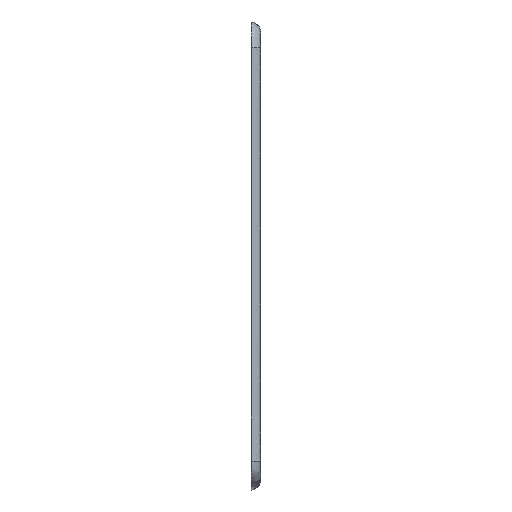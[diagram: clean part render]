
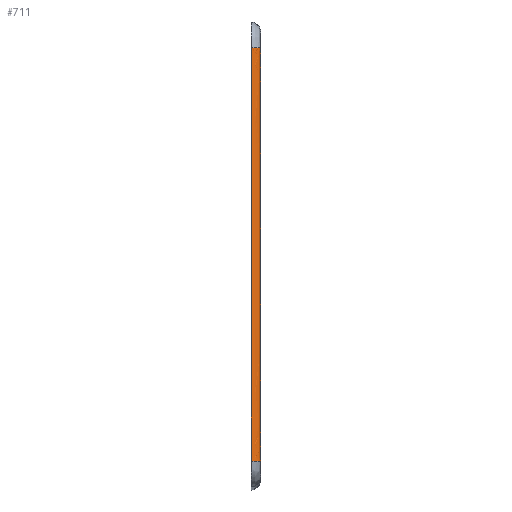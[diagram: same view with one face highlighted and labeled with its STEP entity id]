
A CAD part, top view. The second image highlights one B-rep face of the part: STEP entity #711.
In plain terms, the highlighted face is a extrusion surface.
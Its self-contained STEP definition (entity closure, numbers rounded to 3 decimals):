
#32 = PLANE('',#33);
#33 = AXIS2_PLACEMENT_3D('',#34,#35,#36);
#34 = CARTESIAN_POINT('',(-10.5,-424.7,
    -870.2));
#35 = DIRECTION('',(-1.,0.,0.));
#36 = DIRECTION('',(0.,0.,1.));
#139 = VERTEX_POINT('',#140);
#140 = CARTESIAN_POINT('',(-10.5,-255.3,
    -79.8));
#162 = ( BOUNDED_SURFACE() B_SPLINE_SURFACE(3,3,(
    (#163,#164,#165,#166)
    ,(#167,#168,#169,#170)
    ,(#171,#172,#173,#174)
    ,(#175,#176,#177,#178
)),.UNSPECIFIED.,.F.,.F.,.F.) B_SPLINE_SURFACE_WITH_KNOTS((4,4),(4,4),(
    0.,1.),(0.,1.),.PIECEWISE_BEZIER_KNOTS.) 
GEOMETRIC_REPRESENTATION_ITEM() RATIONAL_B_SPLINE_SURFACE((
    (1.,0.805,0.805,1.)
    ,(0.333,0.268,0.268,0.333)
    ,(0.333,0.268,0.268,0.333)
,(1.,0.805,0.805,1.
))) REPRESENTATION_ITEM('') SURFACE() );
#163 = CARTESIAN_POINT('',(-10.5,-255.3,
    -88.8));
#164 = CARTESIAN_POINT('',(-10.5,-254.421,
    -88.8));
#165 = CARTESIAN_POINT('',(-10.5,-253.8,
    -89.421));
#166 = CARTESIAN_POINT('',(-10.5,-253.8,
    -90.3));
#167 = CARTESIAN_POINT('',(-2.5,-255.3,
    -88.8));
#168 = CARTESIAN_POINT('',(-2.5,-254.421,
    -88.8));
#169 = CARTESIAN_POINT('',(-2.5,-253.8,
    -89.421));
#170 = CARTESIAN_POINT('',(-2.5,-253.8,
    -90.3));
#171 = CARTESIAN_POINT('',(-2.5,-255.3,
    -79.8));
#172 = CARTESIAN_POINT('',(-2.5,-249.149,
    -79.8));
#173 = CARTESIAN_POINT('',(-2.5,-244.8,
    -84.149));
#174 = CARTESIAN_POINT('',(-2.5,-244.8,
    -90.3));
#175 = CARTESIAN_POINT('',(-10.5,-255.3,
    -79.8));
#176 = CARTESIAN_POINT('',(-10.5,-249.149,
    -79.8));
#177 = CARTESIAN_POINT('',(-10.5,-244.8,
    -84.149));
#178 = CARTESIAN_POINT('',(-10.5,-244.8,
    -90.3));
#186 = EDGE_CURVE('',#139,#187,#189,.T.);
#187 = VERTEX_POINT('',#188);
#188 = CARTESIAN_POINT('',(-10.5,-424.7,
    -79.8));
#189 = SURFACE_CURVE('',#190,(#194,#201),.PCURVE_S1.);
#190 = LINE('',#191,#192);
#191 = CARTESIAN_POINT('',(-10.5,-255.3,
    -79.8));
#192 = VECTOR('',#193,1.);
#193 = DIRECTION('',(0.,-1.,0.));
#194 = PCURVE('',#32,#195);
#195 = DEFINITIONAL_REPRESENTATION('',(#196),#200);
#196 = LINE('',#197,#198);
#197 = CARTESIAN_POINT('',(790.4,169.4));
#198 = VECTOR('',#199,1.);
#199 = DIRECTION('',(0.,-1.));
#200 = ( GEOMETRIC_REPRESENTATION_CONTEXT(2) 
PARAMETRIC_REPRESENTATION_CONTEXT() REPRESENTATION_CONTEXT('2D SPACE',''
  ) );
#201 = PCURVE('',#202,#210);
#202 = SURFACE_OF_LINEAR_EXTRUSION('',#203,#208);
#203 = ( BOUNDED_CURVE() B_SPLINE_CURVE(3,(#204,#205,#206,#207),
.UNSPECIFIED.,.F.,.F.) B_SPLINE_CURVE_WITH_KNOTS((4,4),(0.,1.),
.PIECEWISE_BEZIER_KNOTS.) CURVE() GEOMETRIC_REPRESENTATION_ITEM() 
RATIONAL_B_SPLINE_CURVE((0.375,0.125,0.125,0.375)) REPRESENTATION_ITEM(
  '') );
#204 = CARTESIAN_POINT('',(-10.5,-424.7,
    -88.8));
#205 = CARTESIAN_POINT('',(-2.5,-424.7,
    -88.8));
#206 = CARTESIAN_POINT('',(-2.5,-424.7,
    -79.8));
#207 = CARTESIAN_POINT('',(-10.5,-424.7,
    -79.8));
#208 = VECTOR('',#209,1.);
#209 = DIRECTION('',(0.,1.,0.));
#210 = DEFINITIONAL_REPRESENTATION('',(#211),#215);
#211 = LINE('',#212,#213);
#212 = CARTESIAN_POINT('',(1.,169.4));
#213 = VECTOR('',#214,1.);
#214 = DIRECTION('',(0.,-1.));
#215 = ( GEOMETRIC_REPRESENTATION_CONTEXT(2) 
PARAMETRIC_REPRESENTATION_CONTEXT() REPRESENTATION_CONTEXT('2D SPACE',''
  ) );
#241 = ( BOUNDED_SURFACE() B_SPLINE_SURFACE(3,3,(
    (#242,#243,#244,#245)
    ,(#246,#247,#248,#249)
    ,(#250,#251,#252,#253)
    ,(#254,#255,#256,#257
)),.UNSPECIFIED.,.F.,.F.,.F.) B_SPLINE_SURFACE_WITH_KNOTS((4,4),(4,4),(
    0.,1.),(0.,1.),.PIECEWISE_BEZIER_KNOTS.) 
GEOMETRIC_REPRESENTATION_ITEM() RATIONAL_B_SPLINE_SURFACE((
    (1.,0.805,0.805,1.)
    ,(0.333,0.268,0.268,0.333)
    ,(0.333,0.268,0.268,0.333)
,(1.,0.805,0.805,1.
))) REPRESENTATION_ITEM('') SURFACE() );
#242 = CARTESIAN_POINT('',(-10.5,-426.2,
    -90.3));
#243 = CARTESIAN_POINT('',(-10.5,-426.2,
    -89.421));
#244 = CARTESIAN_POINT('',(-10.5,-425.579,
    -88.8));
#245 = CARTESIAN_POINT('',(-10.5,-424.7,
    -88.8));
#246 = CARTESIAN_POINT('',(-2.5,-426.2,
    -90.3));
#247 = CARTESIAN_POINT('',(-2.5,-426.2,
    -89.421));
#248 = CARTESIAN_POINT('',(-2.5,-425.579,
    -88.8));
#249 = CARTESIAN_POINT('',(-2.5,-424.7,
    -88.8));
#250 = CARTESIAN_POINT('',(-2.5,-435.2,
    -90.3));
#251 = CARTESIAN_POINT('',(-2.5,-435.2,
    -84.149));
#252 = CARTESIAN_POINT('',(-2.5,-430.851,
    -79.8));
#253 = CARTESIAN_POINT('',(-2.5,-424.7,
    -79.8));
#254 = CARTESIAN_POINT('',(-10.5,-435.2,
    -90.3));
#255 = CARTESIAN_POINT('',(-10.5,-435.2,
    -84.149));
#256 = CARTESIAN_POINT('',(-10.5,-430.851,
    -79.8));
#257 = CARTESIAN_POINT('',(-10.5,-424.7,
    -79.8));
#397 = VERTEX_POINT('',#398);
#398 = CARTESIAN_POINT('',(-10.5,-424.7,
    -88.8));
#423 = EDGE_CURVE('',#397,#424,#426,.T.);
#424 = VERTEX_POINT('',#425);
#425 = CARTESIAN_POINT('',(-10.5,-255.3,
    -88.8));
#426 = SURFACE_CURVE('',#427,(#431,#438),.PCURVE_S1.);
#427 = LINE('',#428,#429);
#428 = CARTESIAN_POINT('',(-10.5,-424.7,
    -88.8));
#429 = VECTOR('',#430,1.);
#430 = DIRECTION('',(0.,1.,0.));
#431 = PCURVE('',#32,#432);
#432 = DEFINITIONAL_REPRESENTATION('',(#433),#437);
#433 = LINE('',#434,#435);
#434 = CARTESIAN_POINT('',(781.4,0.));
#435 = VECTOR('',#436,1.);
#436 = DIRECTION('',(0.,1.));
#437 = ( GEOMETRIC_REPRESENTATION_CONTEXT(2) 
PARAMETRIC_REPRESENTATION_CONTEXT() REPRESENTATION_CONTEXT('2D SPACE',''
  ) );
#438 = PCURVE('',#202,#439);
#439 = DEFINITIONAL_REPRESENTATION('',(#440),#444);
#440 = LINE('',#441,#442);
#441 = CARTESIAN_POINT('',(0.,0.));
#442 = VECTOR('',#443,1.);
#443 = DIRECTION('',(0.,1.));
#444 = ( GEOMETRIC_REPRESENTATION_CONTEXT(2) 
PARAMETRIC_REPRESENTATION_CONTEXT() REPRESENTATION_CONTEXT('2D SPACE',''
  ) );
#682 = EDGE_CURVE('',#187,#397,#683,.T.);
#683 = SURFACE_CURVE('',#684,(#696,#703),.PCURVE_S1.);
#684 = B_SPLINE_CURVE_WITH_KNOTS('',3,(#685,#686,#687,#688,#689,#690,
    #691,#692,#693,#694,#695),.UNSPECIFIED.,.F.,.F.,(4,1,1,1,1,1,1,1,4),
  (0.,0.125,0.25,0.375,0.5,0.625,0.75,0.875,1.),.QUASI_UNIFORM_KNOTS.);
#685 = CARTESIAN_POINT('',(-10.5,-424.7,
    -79.8));
#686 = CARTESIAN_POINT('',(-10.167,-424.7,
    -79.8));
#687 = CARTESIAN_POINT('',(-9.413,-424.7,
    -79.891));
#688 = CARTESIAN_POINT('',(-8.083,-424.7,
    -80.563));
#689 = CARTESIAN_POINT('',(-6.854,-424.7,
    -82.058));
#690 = CARTESIAN_POINT('',(-6.323,-424.7,
    -84.3));
#691 = CARTESIAN_POINT('',(-6.854,-424.7,
    -86.542));
#692 = CARTESIAN_POINT('',(-8.083,-424.7,
    -88.037));
#693 = CARTESIAN_POINT('',(-9.413,-424.7,
    -88.709));
#694 = CARTESIAN_POINT('',(-10.167,-424.7,
    -88.8));
#695 = CARTESIAN_POINT('',(-10.5,-424.7,
    -88.8));
#696 = PCURVE('',#241,#697);
#697 = DEFINITIONAL_REPRESENTATION('',(#698),#702);
#698 = LINE('',#699,#700);
#699 = CARTESIAN_POINT('',(1.,1.));
#700 = VECTOR('',#701,1.);
#701 = DIRECTION('',(-1.,0.));
#702 = ( GEOMETRIC_REPRESENTATION_CONTEXT(2) 
PARAMETRIC_REPRESENTATION_CONTEXT() REPRESENTATION_CONTEXT('2D SPACE',''
  ) );
#703 = PCURVE('',#202,#704);
#704 = DEFINITIONAL_REPRESENTATION('',(#705),#709);
#705 = LINE('',#706,#707);
#706 = CARTESIAN_POINT('',(1.,0.));
#707 = VECTOR('',#708,1.);
#708 = DIRECTION('',(-1.,0.));
#709 = ( GEOMETRIC_REPRESENTATION_CONTEXT(2) 
PARAMETRIC_REPRESENTATION_CONTEXT() REPRESENTATION_CONTEXT('2D SPACE',''
  ) );
#711 = ADVANCED_FACE('',(#712),#202,.F.);
#712 = FACE_BOUND('',#713,.F.);
#713 = EDGE_LOOP('',(#714,#715,#716,#745));
#714 = ORIENTED_EDGE('',*,*,#682,.F.);
#715 = ORIENTED_EDGE('',*,*,#186,.F.);
#716 = ORIENTED_EDGE('',*,*,#717,.T.);
#717 = EDGE_CURVE('',#139,#424,#718,.T.);
#718 = SURFACE_CURVE('',#719,(#731,#738),.PCURVE_S1.);
#719 = B_SPLINE_CURVE_WITH_KNOTS('',3,(#720,#721,#722,#723,#724,#725,
    #726,#727,#728,#729,#730),.UNSPECIFIED.,.F.,.F.,(4,1,1,1,1,1,1,1,4),
  (0.,0.125,0.25,0.375,0.5,0.625,0.75,0.875,1.),.QUASI_UNIFORM_KNOTS.);
#720 = CARTESIAN_POINT('',(-10.5,-255.3,
    -79.8));
#721 = CARTESIAN_POINT('',(-10.167,-255.3,
    -79.8));
#722 = CARTESIAN_POINT('',(-9.413,-255.3,
    -79.891));
#723 = CARTESIAN_POINT('',(-8.083,-255.3,
    -80.563));
#724 = CARTESIAN_POINT('',(-6.854,-255.3,
    -82.058));
#725 = CARTESIAN_POINT('',(-6.323,-255.3,
    -84.3));
#726 = CARTESIAN_POINT('',(-6.854,-255.3,
    -86.542));
#727 = CARTESIAN_POINT('',(-8.083,-255.3,
    -88.037));
#728 = CARTESIAN_POINT('',(-9.413,-255.3,
    -88.709));
#729 = CARTESIAN_POINT('',(-10.167,-255.3,
    -88.8));
#730 = CARTESIAN_POINT('',(-10.5,-255.3,
    -88.8));
#731 = PCURVE('',#202,#732);
#732 = DEFINITIONAL_REPRESENTATION('',(#733),#737);
#733 = LINE('',#734,#735);
#734 = CARTESIAN_POINT('',(1.,169.4));
#735 = VECTOR('',#736,1.);
#736 = DIRECTION('',(-1.,0.));
#737 = ( GEOMETRIC_REPRESENTATION_CONTEXT(2) 
PARAMETRIC_REPRESENTATION_CONTEXT() REPRESENTATION_CONTEXT('2D SPACE',''
  ) );
#738 = PCURVE('',#162,#739);
#739 = DEFINITIONAL_REPRESENTATION('',(#740),#744);
#740 = LINE('',#741,#742);
#741 = CARTESIAN_POINT('',(1.,0.));
#742 = VECTOR('',#743,1.);
#743 = DIRECTION('',(-1.,0.));
#744 = ( GEOMETRIC_REPRESENTATION_CONTEXT(2) 
PARAMETRIC_REPRESENTATION_CONTEXT() REPRESENTATION_CONTEXT('2D SPACE',''
  ) );
#745 = ORIENTED_EDGE('',*,*,#423,.F.);
